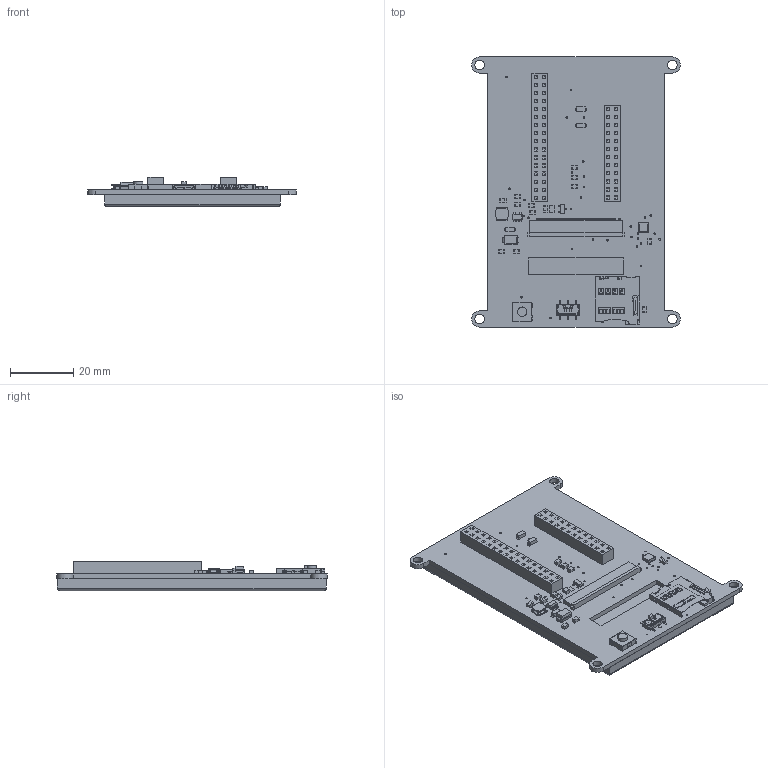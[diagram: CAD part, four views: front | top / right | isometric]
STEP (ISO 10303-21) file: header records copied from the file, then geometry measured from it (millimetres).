
FILE_DESCRIPTION(/* description */ (''),/* implementation_level */ '2;1');
FILE_NAME(/* name */ 'Adafruit 3.5in 480x320 FeatherWing.step',/* time_stamp */ '2020-07-24T10:25:44-04:00',/* author */ (''),/* organization */ (''),/* preprocessor_version */ 'ST-DEVELOPER v18.1',/* originating_system */ 'Autodesk Translation Framework v9.3.0.1241',/* authorisation */ '');
FILE_SCHEMA (('AUTOMOTIVE_DESIGN { 1 0 10303 214 3 1 1 }'));
Products named in the file (18): Adafruit 3.5in 480x320 FeatherWing; PCB Component; Board; 100K; MicroSD; APX803-SAG; 10K; 3.5" TFT; FAN5333BSX; 15uH; MBR120; MM3Z24VT1G; STMPE811; EVQQ2; Slide Switch; 2x12 short female v1; 2x16 short female v1; FPC-50pin v1
Assembly tree (31 placements, depth 3):
  Adafruit 3.5in 480x320 FeatherWing
    PCB Component
      Board
      100K  x13
      MicroSD
      APX803-SAG
      10K
      3.5" TFT
      FAN5333BSX
      15uH
      MBR120  x3
      MM3Z24VT1G
      STMPE811
      EVQQ2
      Slide Switch
      2x12 short female v1
      2x16 short female v1
      FPC-50pin v1
Bounding box: 66.04 x 85.34 x 9.27 mm (x, y, z)
Volume: 26280.8 mm3; surface area: 24547.9 mm2
Topology: 47 solids, 47 shells, 2742 faces, 7305 edges, 4601 vertices
Faces by surface type: plane 2079, cylinder 517, sphere 60, bspline 44, torus 40, cone 2
Full cylindrical faces by diameter (mm): 0.5 x36, 0.8 x2, 1 x2, 1.8 x4, 3 x5
Entity records: 80172 total; most frequent: CARTESIAN_POINT 15150, ORIENTED_EDGE 13300, DIRECTION 12709, EDGE_CURVE 6650, LINE 5541, VECTOR 5541, VERTEX_POINT 4193, AXIS2_PLACEMENT_3D 3584
